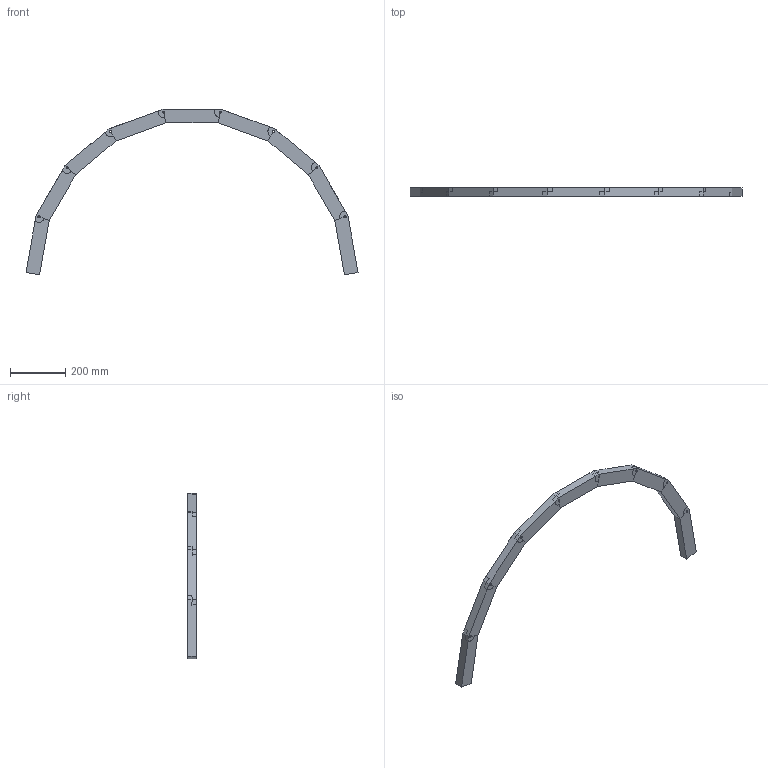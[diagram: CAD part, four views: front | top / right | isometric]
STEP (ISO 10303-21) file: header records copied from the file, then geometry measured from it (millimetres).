
FILE_DESCRIPTION(/* description */ (''),/* implementation_level */ '2;1');
FILE_NAME(/* name */ 'Solid_arch',/* time_stamp */ '2025-02-04T10:04:15+01:00',/* author */ (''),/* organization */ (''),/* preprocessor_version */ 'ST-DEVELOPER v16.5',/* originating_system */ 'Rhino 7.32',/* authorisation */ '');
FILE_SCHEMA (('CONFIG_CONTROL_DESIGN','CONFIG_CONTROL_DESIGN'));
Length unit declared in the file: millimetre
Products named in the file (1): Document
Bounding box: 1201 x 30 x 599.61 mm (x, y, z)
Volume: 2696315.6 mm3; surface area: 340572 mm2
Topology: 9 solids, 9 shells, 176 faces, 458 edges, 292 vertices
Faces by surface type: plane 102, cylinder 74
Entity records: 5024 total; most frequent: CARTESIAN_POINT 1966, ORIENTED_EDGE 916, EDGE_CURVE 458, VERTEX_POINT 292, EDGE_LOOP 200, B_SPLINE_CURVE_WITH_KNOTS 180, DIRECTION 180, AXIS2_PLACEMENT_3D 178
